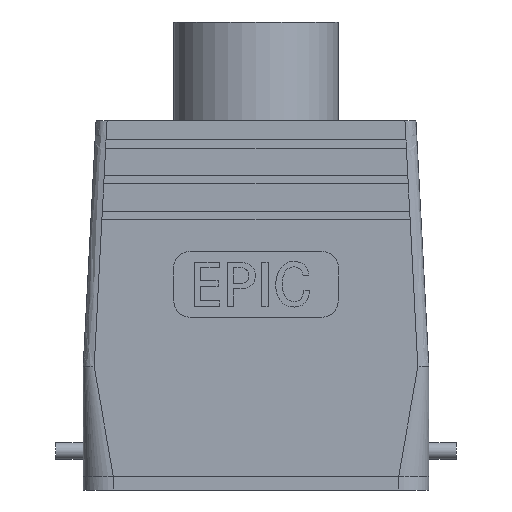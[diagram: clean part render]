
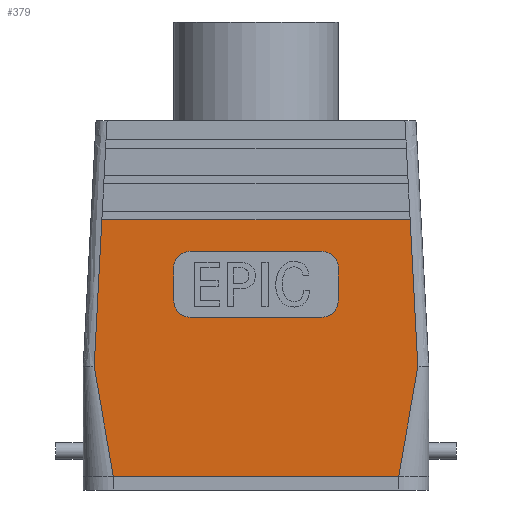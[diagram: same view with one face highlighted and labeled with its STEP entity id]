
A CAD part, left-side view. The second image highlights one B-rep face of the part: STEP entity #379.
In plain terms, the highlighted planar face has unit normal (-1, 0, -0.022).
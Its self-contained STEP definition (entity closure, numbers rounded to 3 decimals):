
#379 = ADVANCED_FACE( '', ( #825, #826 ), #827, .F. );
#825 = FACE_BOUND( '', #1586, .T. );
#826 = FACE_OUTER_BOUND( '', #1587, .T. );
#827 = PLANE( '', #1588 );
#1586 = EDGE_LOOP( '', ( #2667, #2668, #2669, #2670, #2671, #2672, #2673, #2674 ) );
#1587 = EDGE_LOOP( '', ( #2675, #2676, #2677, #2678, #2679, #2680 ) );
#1588 = AXIS2_PLACEMENT_3D( '', #2681, #2682, #2683 );
#2667 = ORIENTED_EDGE( '', *, *, #3645, .T. );
#2668 = ORIENTED_EDGE( '', *, *, #3410, .F. );
#2669 = ORIENTED_EDGE( '', *, *, #3274, .F. );
#2670 = ORIENTED_EDGE( '', *, *, #3646, .F. );
#2671 = ORIENTED_EDGE( '', *, *, #3647, .F. );
#2672 = ORIENTED_EDGE( '', *, *, #3648, .F. );
#2673 = ORIENTED_EDGE( '', *, *, #3445, .T. );
#2674 = ORIENTED_EDGE( '', *, *, #3429, .T. );
#2675 = ORIENTED_EDGE( '', *, *, #3402, .T. );
#2676 = ORIENTED_EDGE( '', *, *, #3349, .F. );
#2677 = ORIENTED_EDGE( '', *, *, #3628, .F. );
#2678 = ORIENTED_EDGE( '', *, *, #3301, .F. );
#2679 = ORIENTED_EDGE( '', *, *, #3425, .F. );
#2680 = ORIENTED_EDGE( '', *, *, #3544, .T. );
#2681 = CARTESIAN_POINT( '', ( -14.75, 31.5, 0. ) );
#2682 = DIRECTION( '', ( 1., 0., 0.022 ) );
#2683 = DIRECTION( '', ( 0.022, 0., -1. ) );
#3274 = EDGE_CURVE( '', #3834, #3835, #3836, .F. );
#3301 = EDGE_CURVE( '', #3880, #3882, #3883, .T. );
#3349 = EDGE_CURVE( '', #3965, #3967, #3968, .T. );
#3402 = EDGE_CURVE( '', #4050, #3967, #4051, .F. );
#3410 = EDGE_CURVE( '', #3835, #4063, #4064, .T. );
#3425 = EDGE_CURVE( '', #4086, #3880, #4087, .T. );
#3429 = EDGE_CURVE( '', #4092, #4093, #4094, .T. );
#3445 = EDGE_CURVE( '', #4116, #4092, #4117, .F. );
#3544 = EDGE_CURVE( '', #4086, #4050, #4268, .T. );
#3628 = EDGE_CURVE( '', #3882, #3965, #4378, .F. );
#3645 = EDGE_CURVE( '', #4093, #4063, #4400, .F. );
#3646 = EDGE_CURVE( '', #4401, #3834, #4402, .T. );
#3647 = EDGE_CURVE( '', #4403, #4401, #4404, .F. );
#3648 = EDGE_CURVE( '', #4116, #4403, #4405, .T. );
#3834 = VERTEX_POINT( '', #4634 );
#3835 = VERTEX_POINT( '', #4635 );
#3836 = ELLIPSE( '', #4636, 3.001, 3. );
#3880 = VERTEX_POINT( '', #4725 );
#3882 = VERTEX_POINT( '', #4730 );
#3883 = B_SPLINE_CURVE_WITH_KNOTS( '', 3, ( #4731, #4732, #4733, #4734 ), .UNSPECIFIED., .F., .F., ( 4, 4 ), ( 0.48, 0.599 ), .UNSPECIFIED. );
#3965 = VERTEX_POINT( '', #4882 );
#3967 = VERTEX_POINT( '', #4885 );
#3968 = B_SPLINE_CURVE_WITH_KNOTS( '', 1, ( #4886, #4887 ), .UNSPECIFIED., .F., .F., ( 2, 2 ), ( 0., 1. ), .UNSPECIFIED. );
#4050 = VERTEX_POINT( '', #5105 );
#4051 = B_SPLINE_CURVE_WITH_KNOTS( '', 3, ( #5106, #5107, #5108, #5109 ), .UNSPECIFIED., .F., .F., ( 4, 4 ), ( 0.562, 0.84 ), .UNSPECIFIED. );
#4063 = VERTEX_POINT( '', #5140 );
#4064 = LINE( '', #5141, #5142 );
#4086 = VERTEX_POINT( '', #5172 );
#4087 = LINE( '', #5173, #5174 );
#4092 = VERTEX_POINT( '', #5181 );
#4093 = VERTEX_POINT( '', #5182 );
#4094 = LINE( '', #5183, #5184 );
#4116 = VERTEX_POINT( '', #5215 );
#4117 = ELLIPSE( '', #5216, 3.001, 3. );
#4268 = B_SPLINE_CURVE_WITH_KNOTS( '', 3, ( #5552, #5553, #5554, #5555 ), .UNSPECIFIED., .F., .F., ( 4, 4 ), ( 0.48, 0.599 ), .UNSPECIFIED. );
#4378 = B_SPLINE_CURVE_WITH_KNOTS( '', 3, ( #5831, #5832, #5833, #5834 ), .UNSPECIFIED., .F., .F., ( 4, 4 ), ( 0.562, 0.84 ), .UNSPECIFIED. );
#4400 = ELLIPSE( '', #5863, 3.001, 3. );
#4401 = VERTEX_POINT( '', #5864 );
#4402 = LINE( '', #5865, #5866 );
#4403 = VERTEX_POINT( '', #5867 );
#4404 = ELLIPSE( '', #5868, 3.001, 3. );
#4405 = LINE( '', #5869, #5870 );
#4634 = CARTESIAN_POINT( '', ( -15.466, 15., 32. ) );
#4635 = CARTESIAN_POINT( '', ( -15.399, 12., 29. ) );
#4636 = AXIS2_PLACEMENT_3D( '', #6103, #6104, #6105 );
#4725 = CARTESIAN_POINT( '', ( -15.797, -28.09, 46.8 ) );
#4730 = CARTESIAN_POINT( '', ( -15.197, -29.496, 19.978 ) );
#4731 = CARTESIAN_POINT( '', ( -15.797, -28.09, 46.8 ) );
#4732 = CARTESIAN_POINT( '', ( -15.597, -28.559, 37.859 ) );
#4733 = CARTESIAN_POINT( '', ( -15.397, -29.028, 28.918 ) );
#4734 = CARTESIAN_POINT( '', ( -15.197, -29.496, 19.978 ) );
#4882 = CARTESIAN_POINT( '', ( -14.755, -26.011, 0. ) );
#4885 = CARTESIAN_POINT( '', ( -14.755, 26.011, 0. ) );
#4886 = CARTESIAN_POINT( '', ( -14.76, -26., 0. ) );
#4887 = CARTESIAN_POINT( '', ( -14.76, 26., 0. ) );
#5105 = CARTESIAN_POINT( '', ( -15.197, 29.496, 19.978 ) );
#5106 = CARTESIAN_POINT( '', ( -14.75, 26.021, 0. ) );
#5107 = CARTESIAN_POINT( '', ( -14.899, 27.18, 6.659 ) );
#5108 = CARTESIAN_POINT( '', ( -15.048, 28.338, 13.318 ) );
#5109 = CARTESIAN_POINT( '', ( -15.197, 29.496, 19.978 ) );
#5140 = CARTESIAN_POINT( '', ( -15.399, -12., 29. ) );
#5141 = CARTESIAN_POINT( '', ( -15.399, 31.5, 29. ) );
#5142 = VECTOR( '', #6212, 1000. );
#5172 = CARTESIAN_POINT( '', ( -15.797, 28.09, 46.8 ) );
#5173 = CARTESIAN_POINT( '', ( -15.797, 31.5, 46.8 ) );
#5174 = VECTOR( '', #6227, 1000. );
#5181 = CARTESIAN_POINT( '', ( -15.6, -15., 38. ) );
#5182 = CARTESIAN_POINT( '', ( -15.466, -15., 32. ) );
#5183 = CARTESIAN_POINT( '', ( -14.75, -15., 0. ) );
#5184 = VECTOR( '', #6230, 1000. );
#5215 = CARTESIAN_POINT( '', ( -15.667, -12., 41. ) );
#5216 = AXIS2_PLACEMENT_3D( '', #6243, #6244, #6245 );
#5552 = CARTESIAN_POINT( '', ( -15.797, 28.09, 46.8 ) );
#5553 = CARTESIAN_POINT( '', ( -15.597, 28.559, 37.859 ) );
#5554 = CARTESIAN_POINT( '', ( -15.397, 29.028, 28.918 ) );
#5555 = CARTESIAN_POINT( '', ( -15.197, 29.496, 19.978 ) );
#5831 = CARTESIAN_POINT( '', ( -14.75, -26.021, 0. ) );
#5832 = CARTESIAN_POINT( '', ( -14.899, -27.18, 6.659 ) );
#5833 = CARTESIAN_POINT( '', ( -15.048, -28.338, 13.318 ) );
#5834 = CARTESIAN_POINT( '', ( -15.197, -29.496, 19.978 ) );
#5863 = AXIS2_PLACEMENT_3D( '', #6357, #6358, #6359 );
#5864 = CARTESIAN_POINT( '', ( -15.6, 15., 38. ) );
#5865 = CARTESIAN_POINT( '', ( -14.75, 15., 0. ) );
#5866 = VECTOR( '', #6360, 1000. );
#5867 = CARTESIAN_POINT( '', ( -15.667, 12., 41. ) );
#5868 = AXIS2_PLACEMENT_3D( '', #6361, #6362, #6363 );
#5869 = CARTESIAN_POINT( '', ( -15.667, 31.5, 41. ) );
#5870 = VECTOR( '', #6364, 1000. );
#6103 = CARTESIAN_POINT( '', ( -15.466, 12., 32. ) );
#6104 = DIRECTION( '', ( 1., 0., 0.022 ) );
#6105 = DIRECTION( '', ( 0.022, 0., -1. ) );
#6212 = DIRECTION( '', ( 0., -1., 0. ) );
#6227 = DIRECTION( '', ( 0., -1., 0. ) );
#6230 = DIRECTION( '', ( 0.022, 0., -1. ) );
#6243 = CARTESIAN_POINT( '', ( -15.6, -12., 38. ) );
#6244 = DIRECTION( '', ( -1., 0., -0.022 ) );
#6245 = DIRECTION( '', ( 0.022, 0., -1. ) );
#6357 = CARTESIAN_POINT( '', ( -15.466, -12., 32. ) );
#6358 = DIRECTION( '', ( -1., 0., -0.022 ) );
#6359 = DIRECTION( '', ( 0.022, 0., -1. ) );
#6360 = DIRECTION( '', ( 0.022, 0., -1. ) );
#6361 = CARTESIAN_POINT( '', ( -15.6, 12., 38. ) );
#6362 = DIRECTION( '', ( 1., 0., 0.022 ) );
#6363 = DIRECTION( '', ( 0.022, 0., -1. ) );
#6364 = DIRECTION( '', ( 0., 1., 0. ) );
